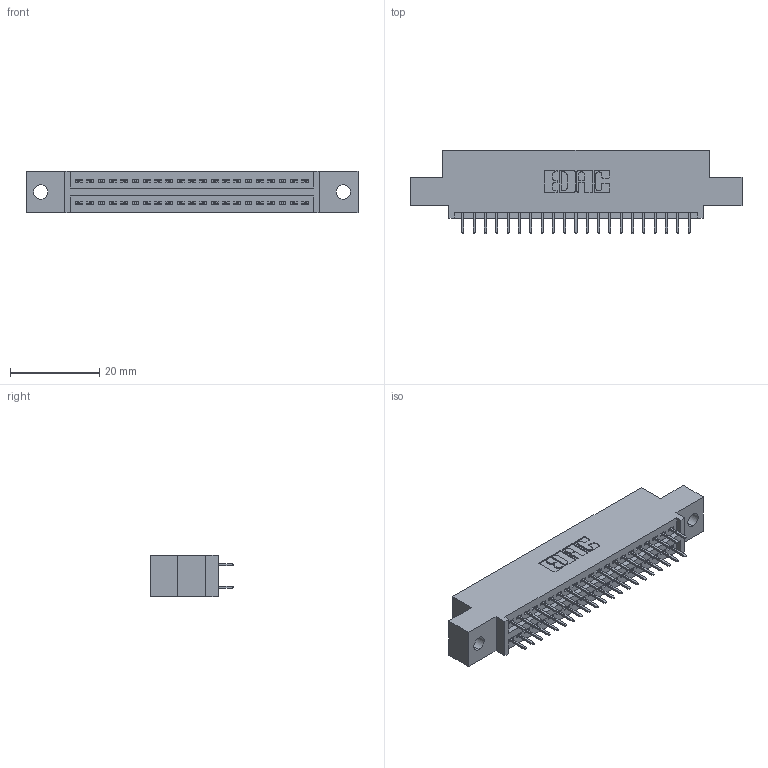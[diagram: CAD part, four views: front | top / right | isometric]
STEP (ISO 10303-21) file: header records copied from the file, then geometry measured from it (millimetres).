
FILE_DESCRIPTION (( 'STEP AP203' ), '1' );
FILE_NAME ('395-042-525-502.STEP', '2020-09-24T03:53:59', ( '' ), ( '' ), 'SwSTEP 2.0', 'SolidWorks 2020', '' );
FILE_SCHEMA (( 'CONFIG_CONTROL_DESIGN' ));
Length unit declared in the file: inch
Products named in the file (3): 395-042-525-502; 345-292-001_345-293-125; 345 Part_0.110 Offset - 0.128 Dia
Assembly tree (43 placements, depth 2):
  395-042-525-502
    345 Part_0.110 Offset - 0.128 Dia
    345-292-001_345-293-125  x42
Bounding box: 74.55 x 18.72 x 9.4 mm (x, y, z)
Volume: 6867.7 mm3; surface area: 9356.6 mm2
Topology: 43 solids, 43 shells, 2398 faces, 6779 edges, 4350 vertices
Faces by surface type: plane 1722, cylinder 676
Entity records: 19513 total; most frequent: CARTESIAN_POINT 3292, ORIENTED_EDGE 3226, DIRECTION 2929, EDGE_CURVE 1613, VECTOR 1401, LINE 1401, VERTEX_POINT 1070, AXIS2_PLACEMENT_3D 764
